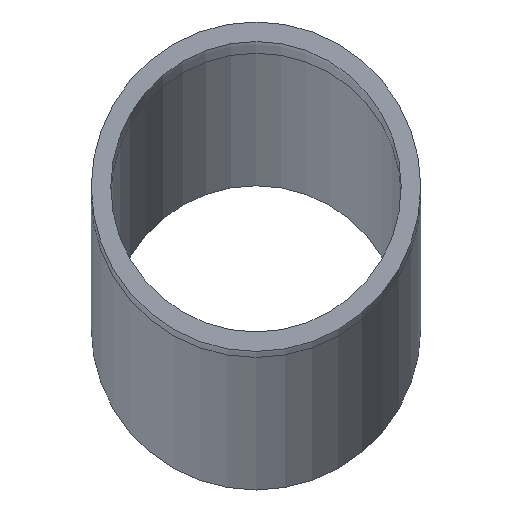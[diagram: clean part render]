
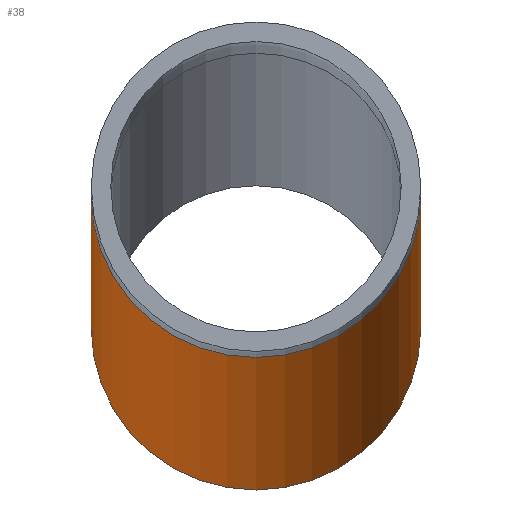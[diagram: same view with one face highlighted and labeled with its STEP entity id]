
A CAD part, left-side view. The second image highlights one B-rep face of the part: STEP entity #38.
In plain terms, the highlighted cylindrical face has radius 125 mm (diameter 250 mm), a full revolution.
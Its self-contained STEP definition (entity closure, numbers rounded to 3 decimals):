
#38 = ADVANCED_FACE( '', ( #77, #78 ), #79, .T. );
#77 = FACE_OUTER_BOUND( '', #116, .T. );
#78 = FACE_OUTER_BOUND( '', #117, .T. );
#79 = CYLINDRICAL_SURFACE( '', #118, 125. );
#116 = EDGE_LOOP( '', ( #155 ) );
#117 = EDGE_LOOP( '', ( #156 ) );
#118 = AXIS2_PLACEMENT_3D( '', #157, #158, #159 );
#155 = ORIENTED_EDGE( '', *, *, #188, .T. );
#156 = ORIENTED_EDGE( '', *, *, #192, .F. );
#157 = CARTESIAN_POINT( '', ( 1115.871, 0., -107.446 ) );
#158 = DIRECTION( '', ( -0.982, 0., 0.191 ) );
#159 = DIRECTION( '', ( -0.191, 0., -0.982 ) );
#188 = EDGE_CURVE( '', #206, #206, #207, .T. );
#192 = EDGE_CURVE( '', #212, #212, #213, .T. );
#206 = VERTEX_POINT( '', #230 );
#207 = CIRCLE( '', #231, 125. );
#212 = VERTEX_POINT( '', #236 );
#213 = CIRCLE( '', #237, 125. );
#230 = CARTESIAN_POINT( '', ( 598.553, 125., -6.89 ) );
#231 = AXIS2_PLACEMENT_3D( '', #254, #255, #256 );
#236 = CARTESIAN_POINT( '', ( 1092.02, 0., -230.15 ) );
#237 = AXIS2_PLACEMENT_3D( '', #260, #261, #262 );
#254 = CARTESIAN_POINT( '', ( 598.553, 0., -6.89 ) );
#255 = DIRECTION( '', ( 0.982, 0., -0.191 ) );
#256 = DIRECTION( '', ( 0., 1., 0. ) );
#260 = CARTESIAN_POINT( '', ( 1115.871, 0., -107.446 ) );
#261 = DIRECTION( '', ( 0.982, 0., -0.191 ) );
#262 = DIRECTION( '', ( -0.191, 0., -0.982 ) );
